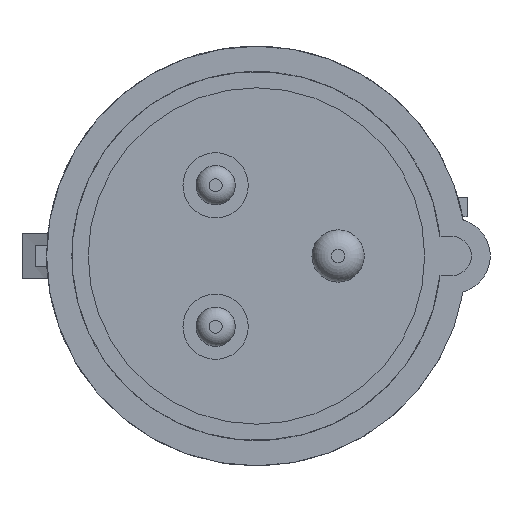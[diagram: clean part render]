
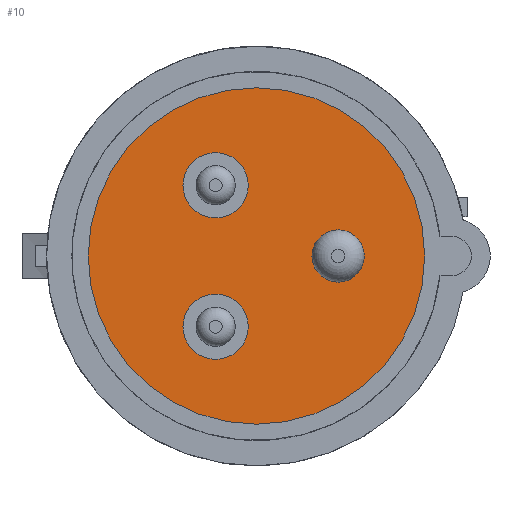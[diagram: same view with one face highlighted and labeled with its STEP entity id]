
A CAD part, front view. The second image highlights one B-rep face of the part: STEP entity #10.
In plain terms, the highlighted face is planar.
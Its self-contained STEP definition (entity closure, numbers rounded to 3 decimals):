
#10 = ADVANCED_FACE ( 'NONE', ( #1043, #2257, #1272, #407 ), #1343, .T. ) ;
#73 = CIRCLE ( 'NONE', #1232, 5. ) ;
#117 = EDGE_CURVE ( 'NONE', #1412, #1412, #1781, .T. ) ;
#160 = CARTESIAN_POINT ( 'NONE',  ( 0., 5., 25.75 ) ) ;
#203 = CARTESIAN_POINT ( 'NONE',  ( 6.25, 5., -5.825 ) ) ;
#233 = DIRECTION ( 'NONE',  ( 0., 0., 1. ) ) ;
#253 = ORIENTED_EDGE ( 'NONE', *, *, #117, .F. ) ;
#255 = EDGE_LOOP ( 'NONE', ( #357 ) ) ;
#304 = EDGE_LOOP ( 'NONE', ( #701 ) ) ;
#337 = VERTEX_POINT ( 'NONE', #160 ) ;
#357 = ORIENTED_EDGE ( 'NONE', *, *, #1569, .F. ) ;
#361 = CARTESIAN_POINT ( 'NONE',  ( 0., 5., 0. ) ) ;
#407 = FACE_OUTER_BOUND ( 'NONE', #304, .T. ) ;
#448 = DIRECTION ( 'NONE',  ( 0., 0., -1. ) ) ;
#521 = VERTEX_POINT ( 'NONE', #203 ) ;
#693 = EDGE_CURVE ( 'NONE', #521, #521, #73, .T. ) ;
#701 = ORIENTED_EDGE ( 'NONE', *, *, #902, .F. ) ;
#762 = EDGE_LOOP ( 'NONE', ( #975 ) ) ;
#846 = CARTESIAN_POINT ( 'NONE',  ( 0., 5., 0. ) ) ;
#902 = EDGE_CURVE ( 'NONE', #337, #337, #2037, .T. ) ;
#942 = DIRECTION ( 'NONE',  ( 0., 1., 0. ) ) ;
#957 = DIRECTION ( 'NONE',  ( 0., 0., 1. ) ) ;
#975 = ORIENTED_EDGE ( 'NONE', *, *, #693, .F. ) ;
#1043 = FACE_BOUND ( 'NONE', #1676, .T. ) ;
#1096 = VERTEX_POINT ( 'NONE', #1844 ) ;
#1163 = DIRECTION ( 'NONE',  ( 0., 1., 0. ) ) ;
#1181 = CARTESIAN_POINT ( 'NONE',  ( 6.25, 5., -10.825 ) ) ;
#1232 = AXIS2_PLACEMENT_3D ( 'NONE', #1181, #942, #957 ) ;
#1272 = FACE_BOUND ( 'NONE', #762, .T. ) ;
#1334 = DIRECTION ( 'NONE',  ( 0., 1., 0. ) ) ;
#1343 = PLANE ( 'NONE',  #1615 ) ;
#1412 = VERTEX_POINT ( 'NONE', #2138 ) ;
#1512 = CIRCLE ( 'NONE', #1826, 5. ) ;
#1565 = DIRECTION ( 'NONE',  ( 0., 1., 0. ) ) ;
#1569 = EDGE_CURVE ( 'NONE', #1096, #1096, #1512, .T. ) ;
#1572 = DIRECTION ( 'NONE',  ( 0., 0., 1. ) ) ;
#1584 = DIRECTION ( 'NONE',  ( 0., -1., 0. ) ) ;
#1615 = AXIS2_PLACEMENT_3D ( 'NONE', #361, #1163, #233 ) ;
#1676 = EDGE_LOOP ( 'NONE', ( #253 ) ) ;
#1781 = CIRCLE ( 'NONE', #1900, 4. ) ;
#1826 = AXIS2_PLACEMENT_3D ( 'NONE', #1920, #1565, #448 ) ;
#1844 = CARTESIAN_POINT ( 'NONE',  ( 6.25, 5., 5.825 ) ) ;
#1900 = AXIS2_PLACEMENT_3D ( 'NONE', #2256, #1334, #2068 ) ;
#1920 = CARTESIAN_POINT ( 'NONE',  ( 6.25, 5., 10.825 ) ) ;
#2037 = CIRCLE ( 'NONE', #2341, 25.75 ) ;
#2068 = DIRECTION ( 'NONE',  ( 0., 0., 1. ) ) ;
#2138 = CARTESIAN_POINT ( 'NONE',  ( -12.5, 5., 4. ) ) ;
#2256 = CARTESIAN_POINT ( 'NONE',  ( -12.5, 5., 0. ) ) ;
#2257 = FACE_BOUND ( 'NONE', #255, .T. ) ;
#2341 = AXIS2_PLACEMENT_3D ( 'NONE', #846, #1584, #1572 ) ;
